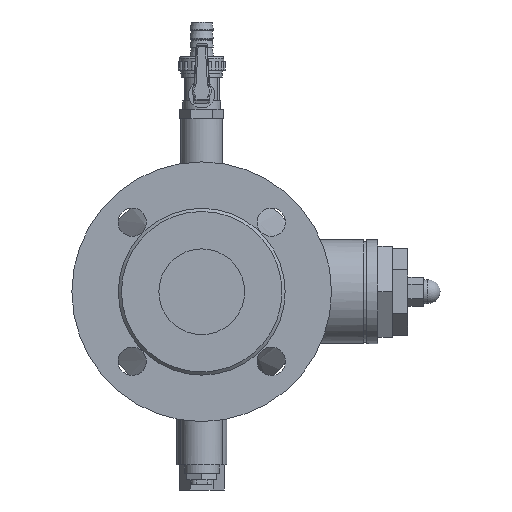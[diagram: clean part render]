
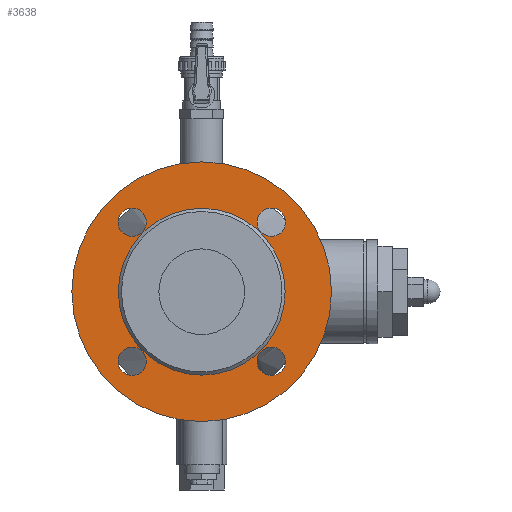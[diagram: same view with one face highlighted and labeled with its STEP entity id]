
A CAD part, left-side view. The second image highlights one B-rep face of the part: STEP entity #3638.
In plain terms, the highlighted planar face has unit normal (-1, 0, 0).
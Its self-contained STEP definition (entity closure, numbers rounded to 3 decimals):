
#92=FACE_BOUND('',#1301,.T.);
#93=FACE_BOUND('',#1302,.T.);
#94=FACE_BOUND('',#1303,.T.);
#95=FACE_BOUND('',#1304,.T.);
#96=FACE_BOUND('',#1305,.T.);
#263=PLANE('',#4077);
#1006=FACE_OUTER_BOUND('',#1300,.T.);
#1300=EDGE_LOOP('',(#3315));
#1301=EDGE_LOOP('',(#3316));
#1302=EDGE_LOOP('',(#3317));
#1303=EDGE_LOOP('',(#3318));
#1304=EDGE_LOOP('',(#3319));
#1305=EDGE_LOOP('',(#3320));
#1542=CIRCLE('',#4060,9.);
#1544=CIRCLE('',#4063,9.);
#1546=CIRCLE('',#4066,9.);
#1548=CIRCLE('',#4069,9.);
#1551=CIRCLE('',#4076,53.);
#1552=CIRCLE('',#4078,82.5);
#1879=VERTEX_POINT('',#6904);
#1881=VERTEX_POINT('',#6909);
#1883=VERTEX_POINT('',#6914);
#1885=VERTEX_POINT('',#6919);
#1888=VERTEX_POINT('',#6929);
#1889=VERTEX_POINT('',#6932);
#2365=EDGE_CURVE('',#1879,#1879,#1542,.T.);
#2367=EDGE_CURVE('',#1881,#1881,#1544,.T.);
#2369=EDGE_CURVE('',#1883,#1883,#1546,.T.);
#2371=EDGE_CURVE('',#1885,#1885,#1548,.T.);
#2374=EDGE_CURVE('',#1888,#1888,#1551,.T.);
#2375=EDGE_CURVE('',#1889,#1889,#1552,.T.);
#3315=ORIENTED_EDGE('',*,*,#2375,.F.);
#3316=ORIENTED_EDGE('',*,*,#2365,.T.);
#3317=ORIENTED_EDGE('',*,*,#2367,.T.);
#3318=ORIENTED_EDGE('',*,*,#2369,.T.);
#3319=ORIENTED_EDGE('',*,*,#2371,.T.);
#3320=ORIENTED_EDGE('',*,*,#2374,.T.);
#3638=ADVANCED_FACE('',(#1006,#92,#93,#94,#95,#96),#263,.T.);
#4060=AXIS2_PLACEMENT_3D('',#6905,#5169,#5170);
#4063=AXIS2_PLACEMENT_3D('',#6910,#5175,#5176);
#4066=AXIS2_PLACEMENT_3D('',#6915,#5181,#5182);
#4069=AXIS2_PLACEMENT_3D('',#6920,#5187,#5188);
#4076=AXIS2_PLACEMENT_3D('',#6930,#5201,#5202);
#4077=AXIS2_PLACEMENT_3D('',#6931,#5203,#5204);
#4078=AXIS2_PLACEMENT_3D('',#6933,#5205,#5206);
#5169=DIRECTION('center_axis',(1.,0.,0.));
#5170=DIRECTION('ref_axis',(0.,0.,-1.));
#5175=DIRECTION('center_axis',(1.,0.,0.));
#5176=DIRECTION('ref_axis',(0.,-1.,0.));
#5181=DIRECTION('center_axis',(1.,0.,0.));
#5182=DIRECTION('ref_axis',(0.,0.,1.));
#5187=DIRECTION('center_axis',(1.,0.,0.));
#5188=DIRECTION('ref_axis',(0.,1.,0.));
#5201=DIRECTION('center_axis',(1.,0.,0.));
#5202=DIRECTION('ref_axis',(0.,1.,0.));
#5203=DIRECTION('center_axis',(-1.,0.,0.));
#5204=DIRECTION('ref_axis',(0.,-1.,0.));
#5205=DIRECTION('center_axis',(1.,0.,0.));
#5206=DIRECTION('ref_axis',(0.,1.,0.));
#6904=CARTESIAN_POINT('',(2.,44.194,-35.194));
#6905=CARTESIAN_POINT('Origin',(2.,44.194,-44.194));
#6909=CARTESIAN_POINT('',(2.,-35.194,-44.194));
#6910=CARTESIAN_POINT('Origin',(2.,-44.194,-44.194));
#6914=CARTESIAN_POINT('',(2.,-44.194,35.194));
#6915=CARTESIAN_POINT('Origin',(2.,-44.194,44.194));
#6919=CARTESIAN_POINT('',(2.,35.194,44.194));
#6920=CARTESIAN_POINT('Origin',(2.,44.194,44.194));
#6929=CARTESIAN_POINT('',(2.,0.,53.));
#6930=CARTESIAN_POINT('Origin',(2.,0.,0.));
#6931=CARTESIAN_POINT('Origin',(2.,0.,82.5));
#6932=CARTESIAN_POINT('',(2.,0.,82.5));
#6933=CARTESIAN_POINT('Origin',(2.,0.,0.));
